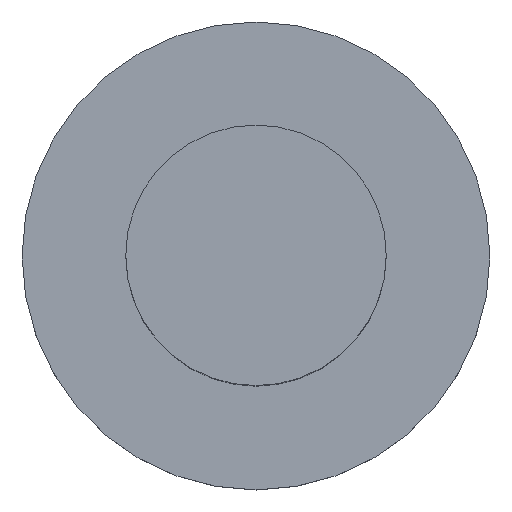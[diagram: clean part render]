
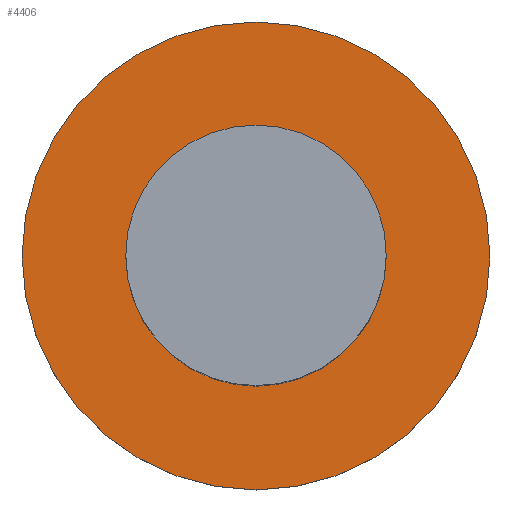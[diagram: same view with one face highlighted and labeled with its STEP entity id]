
A CAD part, top view. The second image highlights one B-rep face of the part: STEP entity #4406.
In plain terms, the highlighted planar face has unit normal (0, 0, 1).
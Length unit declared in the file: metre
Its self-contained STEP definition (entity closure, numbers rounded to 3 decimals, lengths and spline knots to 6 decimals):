
#4 = EDGE_CURVE ( 'NONE', #3016, #4595, #5134, .T. ) ;
#441 = CARTESIAN_POINT ( 'NONE',  ( 0., 0., 0. ) ) ;
#568 = CIRCLE ( 'NONE', #1316, 0.006125 ) ;
#756 = DIRECTION ( 'NONE',  ( 0., 0., 1. ) ) ;
#829 = CIRCLE ( 'NONE', #2373, 0.011 ) ;
#912 = CIRCLE ( 'NONE', #1355, 0.006125 ) ;
#970 = CARTESIAN_POINT ( 'NONE',  ( 0.006125, 0., 0. ) ) ;
#976 = DIRECTION ( 'NONE',  ( -1., 0., 0. ) ) ;
#985 = EDGE_CURVE ( 'NONE', #4595, #3016, #829, .T. ) ;
#1316 = AXIS2_PLACEMENT_3D ( 'NONE', #441, #4147, #976 ) ;
#1338 = ORIENTED_EDGE ( 'NONE', *, *, #2112, .T. ) ;
#1355 = AXIS2_PLACEMENT_3D ( 'NONE', #1630, #5320, #2172 ) ;
#1436 = CARTESIAN_POINT ( 'NONE',  ( 0.011, 0., 0. ) ) ;
#1614 = AXIS2_PLACEMENT_3D ( 'NONE', #2557, #5021, #2379 ) ;
#1630 = CARTESIAN_POINT ( 'NONE',  ( 0., 0., 0. ) ) ;
#1708 = FACE_OUTER_BOUND ( 'NONE', #3827, .T. ) ;
#1793 = ORIENTED_EDGE ( 'NONE', *, *, #985, .F. ) ;
#2112 = EDGE_CURVE ( 'NONE', #6578, #3323, #912, .T. ) ;
#2172 = DIRECTION ( 'NONE',  ( -1., 0., 0. ) ) ;
#2232 = DIRECTION ( 'NONE',  ( 0., 0., -1. ) ) ;
#2336 = PLANE ( 'NONE',  #5620 ) ;
#2373 = AXIS2_PLACEMENT_3D ( 'NONE', #5390, #2232, #5905 ) ;
#2379 = DIRECTION ( 'NONE',  ( -1., 0., 0. ) ) ;
#2557 = CARTESIAN_POINT ( 'NONE',  ( 0., 0., 0. ) ) ;
#2783 = CARTESIAN_POINT ( 'NONE',  ( -0.011, 0., 0. ) ) ;
#2815 = EDGE_CURVE ( 'NONE', #3323, #6578, #568, .T. ) ;
#3016 = VERTEX_POINT ( 'NONE', #2783 ) ;
#3323 = VERTEX_POINT ( 'NONE', #970 ) ;
#3827 = EDGE_LOOP ( 'NONE', ( #5759, #1793 ) ) ;
#4147 = DIRECTION ( 'NONE',  ( 0., 0., -1. ) ) ;
#4406 = ADVANCED_FACE ( 'NONE', ( #5736, #1708 ), #2336, .T. ) ;
#4432 = CARTESIAN_POINT ( 'NONE',  ( 0., 0.011, 0. ) ) ;
#4458 = DIRECTION ( 'NONE',  ( 1., 0., 0. ) ) ;
#4595 = VERTEX_POINT ( 'NONE', #1436 ) ;
#5021 = DIRECTION ( 'NONE',  ( 0., 0., -1. ) ) ;
#5134 = CIRCLE ( 'NONE', #1614, 0.011 ) ;
#5320 = DIRECTION ( 'NONE',  ( 0., 0., -1. ) ) ;
#5390 = CARTESIAN_POINT ( 'NONE',  ( 0., 0., 0. ) ) ;
#5574 = CARTESIAN_POINT ( 'NONE',  ( -0.006125, 0., 0. ) ) ;
#5620 = AXIS2_PLACEMENT_3D ( 'NONE', #4432, #756, #4458 ) ;
#5736 = FACE_BOUND ( 'NONE', #5895, .T. ) ;
#5759 = ORIENTED_EDGE ( 'NONE', *, *, #4, .F. ) ;
#5895 = EDGE_LOOP ( 'NONE', ( #1338, #6335 ) ) ;
#5905 = DIRECTION ( 'NONE',  ( -1., 0., 0. ) ) ;
#6335 = ORIENTED_EDGE ( 'NONE', *, *, #2815, .T. ) ;
#6578 = VERTEX_POINT ( 'NONE', #5574 ) ;
